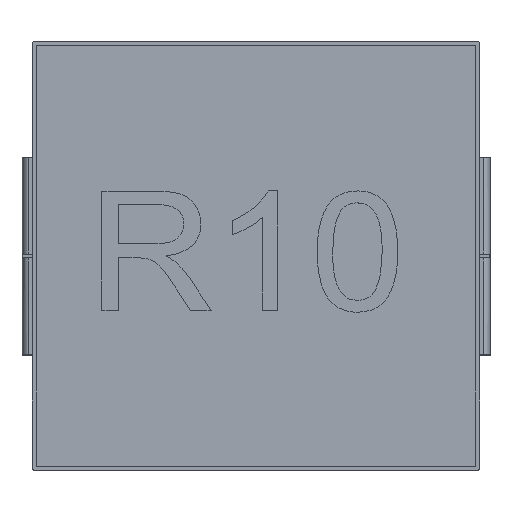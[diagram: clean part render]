
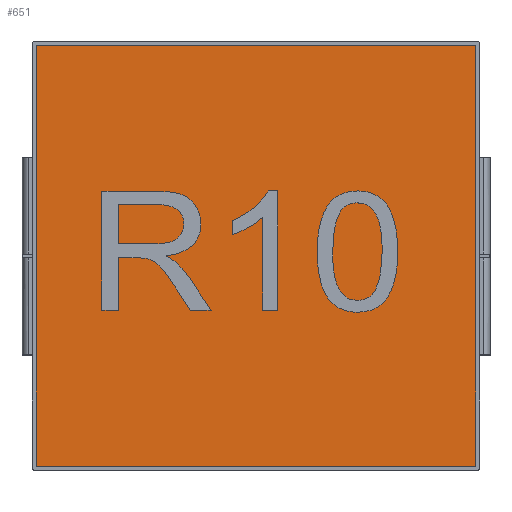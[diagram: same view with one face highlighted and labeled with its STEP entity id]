
A CAD part, top view. The second image highlights one B-rep face of the part: STEP entity #651.
In plain terms, the highlighted free-form (B-spline) face has degree [1, 1] with [2, 2] control points.
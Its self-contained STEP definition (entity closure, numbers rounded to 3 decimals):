
#616=CARTESIAN_POINT('',(-3.733,3.575,0.));
#617=CARTESIAN_POINT('',(3.733,3.575,0.));
#618=CARTESIAN_POINT('',(-3.733,-3.575,0.));
#619=CARTESIAN_POINT('',(3.733,-3.575,0.));
#620=B_SPLINE_SURFACE_WITH_KNOTS('',1,1,((#616,#617),(#618,#619)),.PLANE_SURF.,.F.,.F.,.U.,(2,2),(2,2),(0.,1.),(0.,1.),.UNSPECIFIED.);
#621=CARTESIAN_POINT('',(-3.331,3.19,0.));
#622=VERTEX_POINT('',#621);
#623=CARTESIAN_POINT('',(3.331,3.19,0.));
#624=VERTEX_POINT('',#623);
#625=CARTESIAN_POINT('',(-3.331,3.19,0.));
#626=CARTESIAN_POINT('',(3.331,3.19,0.));
#627=B_SPLINE_CURVE_WITH_KNOTS('',1,(#625,#626),.UNSPECIFIED.,.F.,.U.,(2,2),(0.,1.),.UNSPECIFIED.);
#628=EDGE_CURVE('',#622,#624,#627,.T.);
#629=ORIENTED_EDGE('',*,*,#628,.F.);
#630=CARTESIAN_POINT('',(-3.331,-3.19,0.));
#631=VERTEX_POINT('',#630);
#632=CARTESIAN_POINT('',(-3.331,-3.19,0.));
#633=CARTESIAN_POINT('',(-3.331,3.19,0.));
#634=B_SPLINE_CURVE_WITH_KNOTS('',1,(#632,#633),.UNSPECIFIED.,.F.,.U.,(2,2),(0.,1.),.UNSPECIFIED.);
#635=EDGE_CURVE('',#631,#622,#634,.T.);
#636=ORIENTED_EDGE('',*,*,#635,.F.);
#637=CARTESIAN_POINT('',(3.331,-3.19,0.));
#638=VERTEX_POINT('',#637);
#639=CARTESIAN_POINT('',(3.331,-3.19,0.));
#640=CARTESIAN_POINT('',(-3.331,-3.19,0.));
#641=B_SPLINE_CURVE_WITH_KNOTS('',1,(#639,#640),.UNSPECIFIED.,.F.,.U.,(2,2),(0.,1.),.UNSPECIFIED.);
#642=EDGE_CURVE('',#638,#631,#641,.T.);
#643=ORIENTED_EDGE('',*,*,#642,.F.);
#644=CARTESIAN_POINT('',(3.331,3.19,0.));
#645=CARTESIAN_POINT('',(3.331,-3.19,0.));
#646=B_SPLINE_CURVE_WITH_KNOTS('',1,(#644,#645),.UNSPECIFIED.,.F.,.U.,(2,2),(0.,1.),.UNSPECIFIED.);
#647=EDGE_CURVE('',#624,#638,#646,.T.);
#648=ORIENTED_EDGE('',*,*,#647,.F.);
#649=EDGE_LOOP('',(#629,#636,#643,#648));
#650=FACE_OUTER_BOUND('',#649,.T.);
#651=ADVANCED_FACE('',(#650),#620,.T.);
